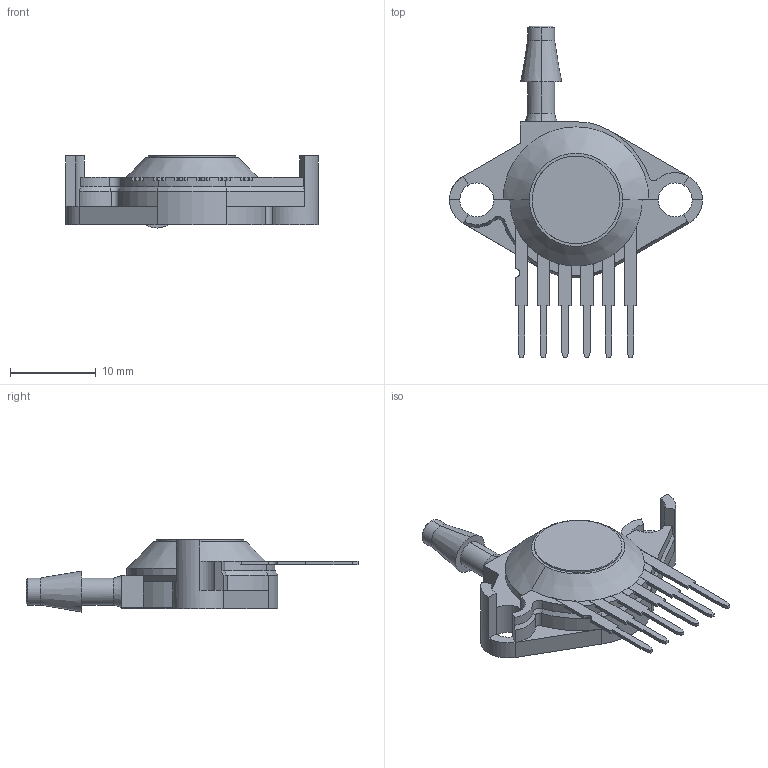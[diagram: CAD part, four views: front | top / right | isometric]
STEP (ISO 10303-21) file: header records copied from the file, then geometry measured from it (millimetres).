
FILE_DESCRIPTION (( 'STEP AP214' ), '1' );
FILE_NAME ('MPX4250GP.STEP', '2024-09-08T07:08:43', ( '' ), ( '' ), 'SwSTEP 2.0', 'SolidWorks 2016', '' );
FILE_SCHEMA (( 'AUTOMOTIVE_DESIGN' ));
Length unit declared in the file: millimetre
Products named in the file (1): MPX4250GP
Bounding box: 29.46 x 38.68 x 8.4 mm (x, y, z)
Volume: 2058.7 mm3; surface area: 1955.2 mm2
Topology: 7 solids, 7 shells, 189 faces, 477 edges, 303 vertices
Faces by surface type: plane 142, cylinder 35, cone 12
Entity records: 6107 total; most frequent: CARTESIAN_POINT 1529, ORIENTED_EDGE 954, DIRECTION 869, EDGE_CURVE 477, VECTOR 363, LINE 363, VERTEX_POINT 303, AXIS2_PLACEMENT_3D 253
